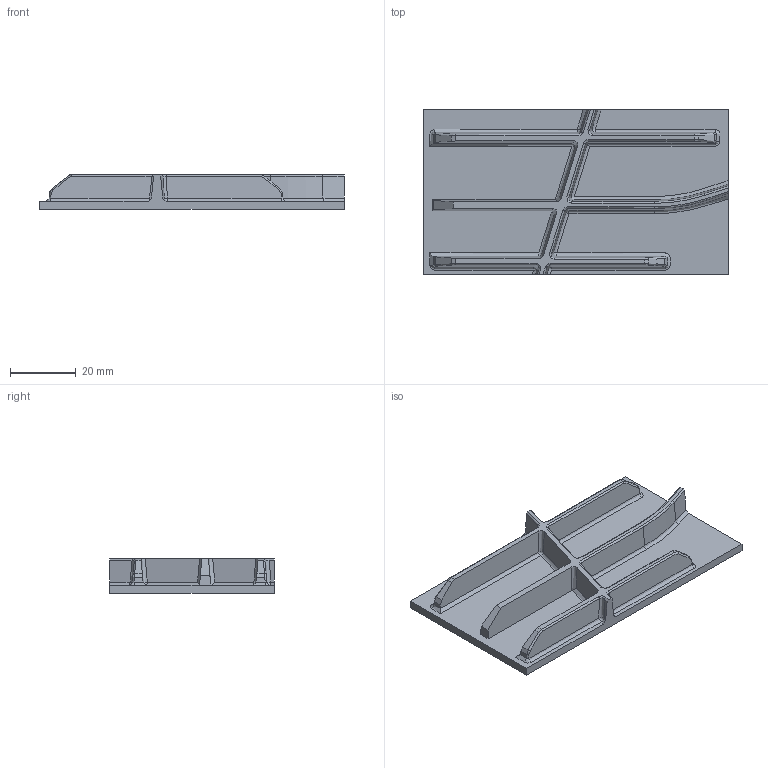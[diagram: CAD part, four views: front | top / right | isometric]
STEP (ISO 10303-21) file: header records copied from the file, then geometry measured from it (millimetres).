
FILE_DESCRIPTION(('CATIA V5 STEP','CAx-IF Rec.Pracs.--- Model Styling and Organization---1.5--- 2016-08-15','CAx-IF Rec.Pracs.---Supplemental Geometry---1.0---2011-11-01','CAx-IF Rec.Pracs.--- Composite Materials ---1.1---2010-07-15','CAx-IF Rec.Pracs.--- Geometric and Assembly Validation Properties ---3.1---2016-08-17'),'2;1');
FILE_NAME('DIGI_AUTO_FAB_FUNKDEMO_RIPPEN.stp','2024-02-01T12:15:07+00:00',('OpenDXM CA5 STEP'),('Dr. Ing. h.c. F. Porsche AG'),'CATIA Version 5-6 Release 2022 SP3 HF23','CATIA V5 STEP AP214 v2','geheim');
FILE_SCHEMA(('AUTOMOTIVE_DESIGN { 1 0 10303 214 1 1 1 1 }'));
Length unit declared in the file: millimetre
Products named in the file (1): DIGI_AUTO_FAB_FUNKDEMO_RIPPEN
Bounding box: 92.62 x 50.15 x 10.5 mm (x, y, z)
Volume: 17817.2 mm3; surface area: 13850.3 mm2
Topology: 1 solids, 1 shells, 155 faces, 377 edges, 215 vertices
Faces by surface type: cylinder 72, plane 41, bspline 26, sphere 10, torus 4, cone 2
Entity records: 5847 total; most frequent: CARTESIAN_POINT 2635, ORIENTED_EDGE 734, DIRECTION 482, EDGE_CURVE 367, VERTEX_POINT 214, AXIS2_PLACEMENT_3D 203, ADVANCED_FACE 155, EDGE_LOOP 155
